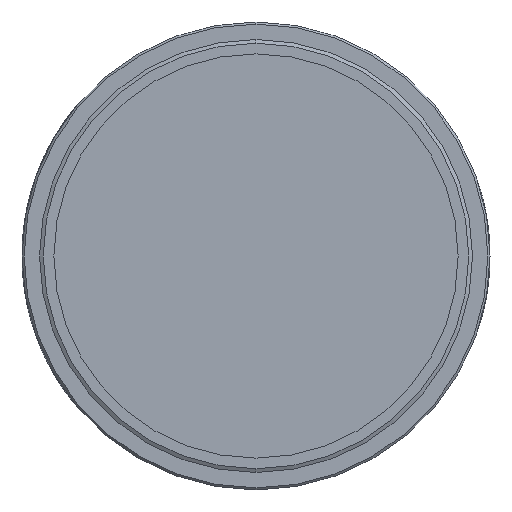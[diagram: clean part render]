
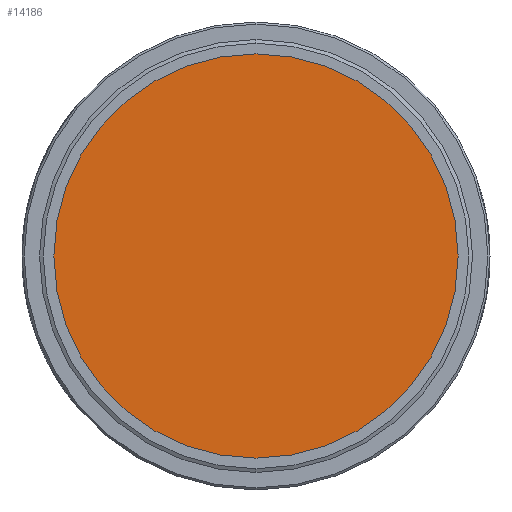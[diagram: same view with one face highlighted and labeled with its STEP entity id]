
A CAD part, left-side view. The second image highlights one B-rep face of the part: STEP entity #14186.
In plain terms, the highlighted planar face has unit normal (-1, 0, 0).
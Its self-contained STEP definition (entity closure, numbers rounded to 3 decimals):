
#108 = DIRECTION ( 'NONE',  ( 0., -0.637, 0.771 ) ) ;
#918 = FACE_OUTER_BOUND ( 'NONE', #14303, .T. ) ;
#919 = ORIENTED_EDGE ( 'NONE', *, *, #8542, .T. ) ;
#2112 = DIRECTION ( 'NONE',  ( 1., 0., 0. ) ) ;
#2270 = VERTEX_POINT ( 'NONE', #9099 ) ;
#3116 = AXIS2_PLACEMENT_3D ( 'NONE', #6771, #2112, #10599 ) ;
#3560 = DIRECTION ( 'NONE',  ( -1., 0., 0. ) ) ;
#3585 = VERTEX_POINT ( 'NONE', #13274 ) ;
#4741 = AXIS2_PLACEMENT_3D ( 'NONE', #14705, #7386, #108 ) ;
#6771 = CARTESIAN_POINT ( 'NONE',  ( -2.667, 0., 0. ) ) ;
#7386 = DIRECTION ( 'NONE',  ( -1., 0., 0. ) ) ;
#8542 = EDGE_CURVE ( 'NONE', #3585, #2270, #14653, .T. ) ;
#9099 = CARTESIAN_POINT ( 'NONE',  ( -2.667, 16.029, -19.38 ) ) ;
#9399 = PLANE ( 'NONE',  #3116 ) ;
#10599 = DIRECTION ( 'NONE',  ( 0., -0.637, 0.771 ) ) ;
#10853 = CARTESIAN_POINT ( 'NONE',  ( -2.667, 0., 0. ) ) ;
#12070 = DIRECTION ( 'NONE',  ( 0., -0.637, 0.771 ) ) ;
#12288 = CIRCLE ( 'NONE', #4741, 25.15 ) ;
#13155 = AXIS2_PLACEMENT_3D ( 'NONE', #10853, #3560, #12070 ) ;
#13274 = CARTESIAN_POINT ( 'NONE',  ( -2.667, -16.029, 19.38 ) ) ;
#14186 = ADVANCED_FACE ( 'NONE', ( #918 ), #9399, .F. ) ;
#14303 = EDGE_LOOP ( 'NONE', ( #919, #14508 ) ) ;
#14381 = EDGE_CURVE ( 'NONE', #2270, #3585, #12288, .T. ) ;
#14508 = ORIENTED_EDGE ( 'NONE', *, *, #14381, .T. ) ;
#14653 = CIRCLE ( 'NONE', #13155, 25.15 ) ;
#14705 = CARTESIAN_POINT ( 'NONE',  ( -2.667, 0., 0. ) ) ;
